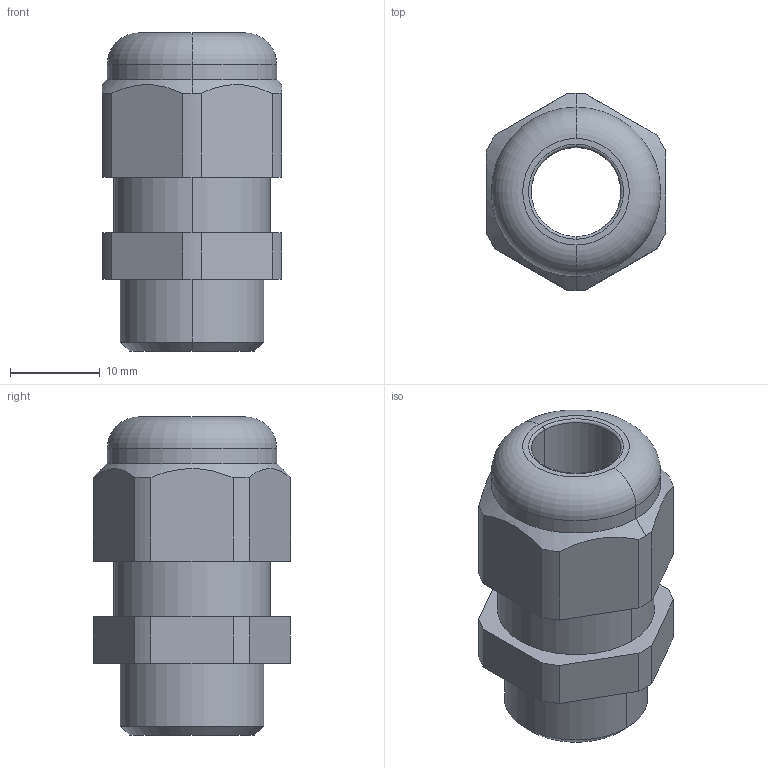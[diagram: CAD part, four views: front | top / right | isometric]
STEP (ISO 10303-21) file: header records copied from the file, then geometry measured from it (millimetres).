
FILE_DESCRIPTION (( 'STEP AP203' ), '1' );
FILE_NAME ('50.616 PA7001.STEP', '2005-09-19T09:31:05', ( ' ' ), ( '' ), 'SwSTEP 2.0', 'SolidWorks 2005143', '' );
FILE_SCHEMA (( 'CONFIG_CONTROL_DESIGN' ));
Length unit declared in the file: millimetre
Products named in the file (1): 50.616 PA7001
Bounding box: 20 x 22 x 35.5 mm (x, y, z)
Volume: 7090 mm3; surface area: 3818.2 mm2
Topology: 1 solids, 1 shells, 84 faces, 219 edges, 143 vertices
Faces by surface type: plane 54, cylinder 22, cone 4, torus 4
Entity records: 2709 total; most frequent: CARTESIAN_POINT 521, ORIENTED_EDGE 438, DIRECTION 438, EDGE_CURVE 219, VECTOR 158, LINE 158, VERTEX_POINT 143, AXIS2_PLACEMENT_3D 140
